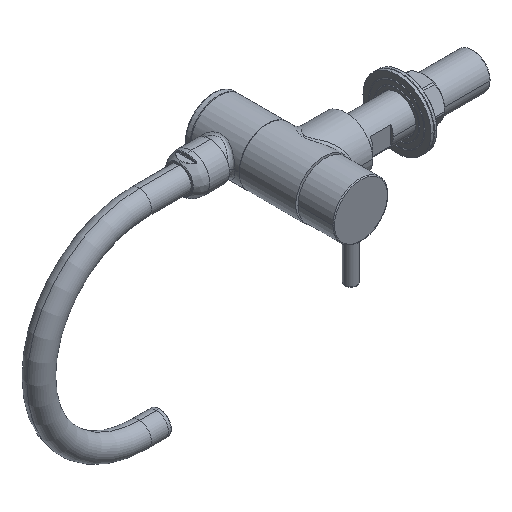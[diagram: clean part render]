
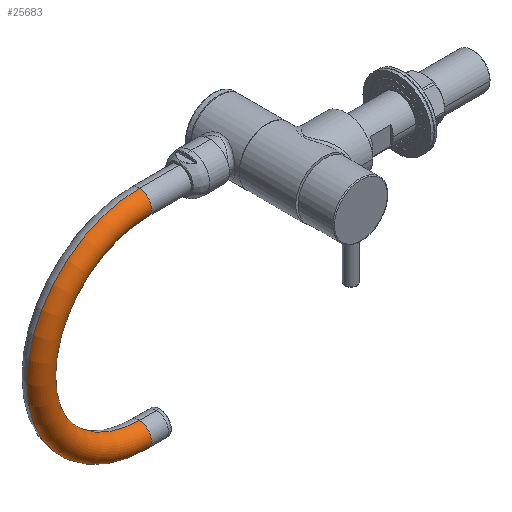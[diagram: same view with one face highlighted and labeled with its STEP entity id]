
A CAD part, isometric view. The second image highlights one B-rep face of the part: STEP entity #25683.
In plain terms, the highlighted toroidal (fillet/blend) face has major radius 59 mm and minor radius 7 mm.
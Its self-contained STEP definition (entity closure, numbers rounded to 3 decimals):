
#24607=CARTESIAN_POINT('',(118.,44.,0.));
#24608=DIRECTION('',(0.,1.,0.));
#24609=DIRECTION('',(1.,0.,0.));
#24610=AXIS2_PLACEMENT_3D('',#24607,#24608,#24609);
#24612=CARTESIAN_POINT('',(59.,44.,0.));
#24613=DIRECTION('',(0.,0.,1.));
#24614=DIRECTION('',(1.,0.,0.));
#24615=AXIS2_PLACEMENT_3D('',#24612,#24613,#24614);
#24622=CARTESIAN_POINT('',(59.,44.,0.));
#24623=DIRECTION('',(0.,0.,1.));
#24624=DIRECTION('',(1.,0.,0.));
#24625=AXIS2_PLACEMENT_3D('',#24622,#24623,#24624);
#24702=CARTESIAN_POINT('',(0.,44.,0.));
#24703=DIRECTION('',(0.,-1.,0.));
#24704=DIRECTION('',(-1.,0.,0.));
#24705=AXIS2_PLACEMENT_3D('',#24702,#24703,#24704);
#25423=CARTESIAN_POINT('',(111.,44.,0.));
#25424=CARTESIAN_POINT('',(125.,44.,0.));
#25425=VERTEX_POINT('',#25423);
#25426=VERTEX_POINT('',#25424);
#25427=CARTESIAN_POINT('',(7.,44.,0.));
#25428=CARTESIAN_POINT('',(-7.,44.,0.));
#25429=VERTEX_POINT('',#25427);
#25430=VERTEX_POINT('',#25428);
#25669=CARTESIAN_POINT('',(59.,44.,0.));
#25670=DIRECTION('',(0.,0.,1.));
#25671=DIRECTION('',(-1.,0.,0.));
#25672=AXIS2_PLACEMENT_3D('',#25669,#25670,#25671);
#25673=TOROIDAL_SURFACE('',#25672,59.,7.);
#25674=ORIENTED_EDGE('',*,*,#25663,.F.);
#25676=ORIENTED_EDGE('',*,*,#25675,.T.);
#25678=ORIENTED_EDGE('',*,*,#25677,.T.);
#25680=ORIENTED_EDGE('',*,*,#25679,.F.);
#25681=EDGE_LOOP('',(#25674,#25676,#25678,#25680));
#25682=FACE_OUTER_BOUND('',#25681,.F.);
#25683=ADVANCED_FACE('',(#25682),#25673,.T.);
#24611=CIRCLE('',#24610,7.);
#24616=CIRCLE('',#24615,66.);
#24626=CIRCLE('',#24625,52.);
#24706=CIRCLE('',#24705,7.);
#25663=EDGE_CURVE('',#25426,#25425,#24611,.T.);
#25675=EDGE_CURVE('',#25426,#25430,#24616,.T.);
#25677=EDGE_CURVE('',#25430,#25429,#24706,.T.);
#25679=EDGE_CURVE('',#25425,#25429,#24626,.T.);
